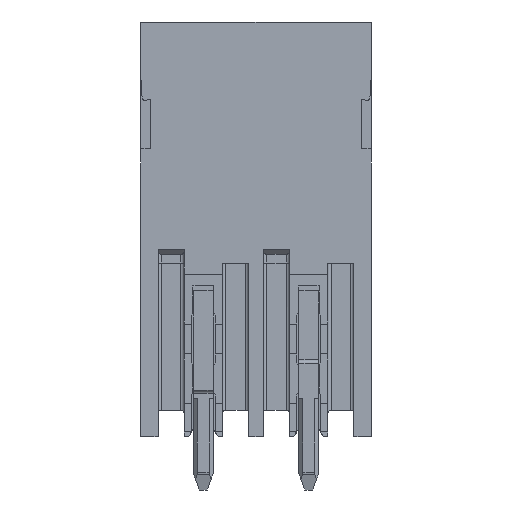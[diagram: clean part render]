
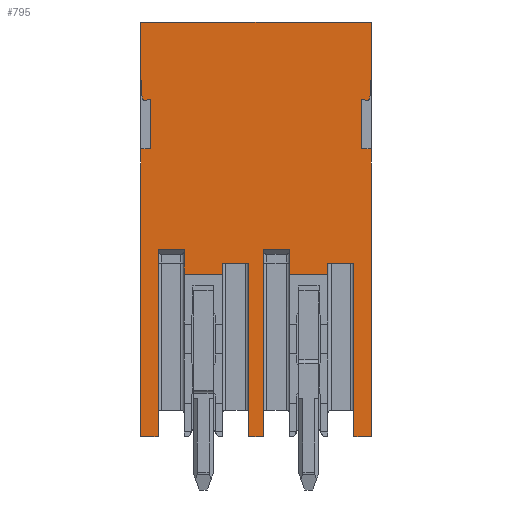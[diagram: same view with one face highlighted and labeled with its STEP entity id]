
A CAD part, front view. The second image highlights one B-rep face of the part: STEP entity #795.
In plain terms, the highlighted planar face has unit normal (0, -1, 0).
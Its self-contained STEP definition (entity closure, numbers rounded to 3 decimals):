
#536=AXIS2_PLACEMENT_3D('Plane Axis2P3D',#533,#534,#535) ;
#668=AXIS2_PLACEMENT_3D('Circle Axis2P3D',#666,#667,$) ;
#701=AXIS2_PLACEMENT_3D('Circle Axis2P3D',#699,#700,$) ;
#36=CARTESIAN_POINT('Line Origine',(6.95,0.,28.2)) ;
#40=CARTESIAN_POINT('Vertex',(0.,0.,28.2)) ;
#42=CARTESIAN_POINT('Vertex',(13.9,0.,28.2)) ;
#533=CARTESIAN_POINT('Axis2P3D Location',(3.775,0.,3.2)) ;
#538=CARTESIAN_POINT('Line Origine',(3.775,0.,13.)) ;
#542=CARTESIAN_POINT('Vertex',(4.925,0.,13.)) ;
#544=CARTESIAN_POINT('Vertex',(2.625,0.,13.)) ;
#547=CARTESIAN_POINT('Line Origine',(4.925,0.,13.338)) ;
#551=CARTESIAN_POINT('Vertex',(4.925,0.,13.675)) ;
#554=CARTESIAN_POINT('Line Origine',(5.713,0.,13.675)) ;
#558=CARTESIAN_POINT('Vertex',(6.5,0.,13.675)) ;
#561=CARTESIAN_POINT('Line Origine',(6.5,0.,8.438)) ;
#565=CARTESIAN_POINT('Vertex',(6.5,0.,3.2)) ;
#568=CARTESIAN_POINT('Line Origine',(6.725,0.,3.2)) ;
#572=CARTESIAN_POINT('Vertex',(6.95,0.,3.2)) ;
#575=CARTESIAN_POINT('Line Origine',(7.175,0.,3.2)) ;
#579=CARTESIAN_POINT('Vertex',(7.4,0.,3.2)) ;
#582=CARTESIAN_POINT('Line Origine',(7.4,0.,8.85)) ;
#586=CARTESIAN_POINT('Vertex',(7.4,0.,14.5)) ;
#589=CARTESIAN_POINT('Line Origine',(8.188,0.,14.5)) ;
#593=CARTESIAN_POINT('Vertex',(8.975,0.,14.5)) ;
#596=CARTESIAN_POINT('Line Origine',(8.975,0.,13.75)) ;
#600=CARTESIAN_POINT('Vertex',(8.975,0.,13.)) ;
#603=CARTESIAN_POINT('Line Origine',(10.125,0.,13.)) ;
#607=CARTESIAN_POINT('Vertex',(11.275,0.,13.)) ;
#610=CARTESIAN_POINT('Line Origine',(11.275,0.,13.338)) ;
#614=CARTESIAN_POINT('Vertex',(11.275,0.,13.675)) ;
#617=CARTESIAN_POINT('Line Origine',(12.063,0.,13.675)) ;
#621=CARTESIAN_POINT('Vertex',(12.85,0.,13.675)) ;
#624=CARTESIAN_POINT('Line Origine',(12.85,0.,8.438)) ;
#628=CARTESIAN_POINT('Vertex',(12.85,0.,3.2)) ;
#631=CARTESIAN_POINT('Line Origine',(13.375,0.,3.2)) ;
#635=CARTESIAN_POINT('Vertex',(13.9,0.,3.2)) ;
#638=CARTESIAN_POINT('Line Origine',(13.9,0.,11.875)) ;
#642=CARTESIAN_POINT('Vertex',(13.9,0.,20.55)) ;
#645=CARTESIAN_POINT('Line Origine',(13.6,0.,20.55)) ;
#649=CARTESIAN_POINT('Vertex',(13.3,0.,20.55)) ;
#652=CARTESIAN_POINT('Line Origine',(13.3,0.,22.05)) ;
#656=CARTESIAN_POINT('Vertex',(13.3,0.,23.55)) ;
#659=CARTESIAN_POINT('Line Origine',(13.466,0.,23.516)) ;
#663=CARTESIAN_POINT('Vertex',(13.633,0.,23.482)) ;
#666=CARTESIAN_POINT('Axis2P3D Location',(13.663,0.,23.629)) ;
#670=CARTESIAN_POINT('Vertex',(13.813,0.,23.62)) ;
#673=CARTESIAN_POINT('Line Origine',(13.856,0.,24.335)) ;
#677=CARTESIAN_POINT('Vertex',(13.9,0.,25.05)) ;
#680=CARTESIAN_POINT('Line Origine',(13.9,0.,26.625)) ;
#685=CARTESIAN_POINT('Line Origine',(0.,0.,26.625)) ;
#689=CARTESIAN_POINT('Vertex',(0.,0.,25.05)) ;
#692=CARTESIAN_POINT('Line Origine',(0.044,0.,24.335)) ;
#696=CARTESIAN_POINT('Vertex',(0.087,0.,23.62)) ;
#699=CARTESIAN_POINT('Axis2P3D Location',(0.237,0.,23.629)) ;
#703=CARTESIAN_POINT('Vertex',(0.267,0.,23.482)) ;
#706=CARTESIAN_POINT('Line Origine',(0.434,0.,23.516)) ;
#710=CARTESIAN_POINT('Vertex',(0.6,0.,23.55)) ;
#713=CARTESIAN_POINT('Line Origine',(0.6,0.,22.05)) ;
#717=CARTESIAN_POINT('Vertex',(0.6,0.,20.55)) ;
#720=CARTESIAN_POINT('Line Origine',(0.3,0.,20.55)) ;
#724=CARTESIAN_POINT('Vertex',(0.,0.,20.55)) ;
#727=CARTESIAN_POINT('Line Origine',(0.,0.,11.875)) ;
#731=CARTESIAN_POINT('Vertex',(0.,0.,3.2)) ;
#734=CARTESIAN_POINT('Line Origine',(0.525,0.,3.2)) ;
#738=CARTESIAN_POINT('Vertex',(1.05,0.,3.2)) ;
#741=CARTESIAN_POINT('Line Origine',(1.05,0.,8.85)) ;
#745=CARTESIAN_POINT('Vertex',(1.05,0.,14.5)) ;
#748=CARTESIAN_POINT('Line Origine',(1.838,0.,14.5)) ;
#752=CARTESIAN_POINT('Vertex',(2.625,0.,14.5)) ;
#755=CARTESIAN_POINT('Line Origine',(2.625,0.,13.75)) ;
#37=DIRECTION('Vector Direction',(1.,0.,0.)) ;
#534=DIRECTION('Axis2P3D Direction',(0.,1.,0.)) ;
#535=DIRECTION('Axis2P3D XDirection',(0.,0.,1.)) ;
#539=DIRECTION('Vector Direction',(1.,0.,0.)) ;
#548=DIRECTION('Vector Direction',(0.,0.,1.)) ;
#555=DIRECTION('Vector Direction',(1.,0.,0.)) ;
#562=DIRECTION('Vector Direction',(0.,0.,-1.)) ;
#569=DIRECTION('Vector Direction',(1.,0.,0.)) ;
#576=DIRECTION('Vector Direction',(1.,0.,0.)) ;
#583=DIRECTION('Vector Direction',(0.,0.,1.)) ;
#590=DIRECTION('Vector Direction',(-1.,0.,0.)) ;
#597=DIRECTION('Vector Direction',(0.,0.,1.)) ;
#604=DIRECTION('Vector Direction',(1.,0.,0.)) ;
#611=DIRECTION('Vector Direction',(0.,0.,1.)) ;
#618=DIRECTION('Vector Direction',(1.,0.,0.)) ;
#625=DIRECTION('Vector Direction',(0.,0.,-1.)) ;
#632=DIRECTION('Vector Direction',(1.,0.,0.)) ;
#639=DIRECTION('Vector Direction',(0.,0.,1.)) ;
#646=DIRECTION('Vector Direction',(-1.,0.,0.)) ;
#653=DIRECTION('Vector Direction',(0.,0.,1.)) ;
#660=DIRECTION('Vector Direction',(-0.98,0.,0.199)) ;
#667=DIRECTION('Axis2P3D Direction',(0.,1.,0.)) ;
#674=DIRECTION('Vector Direction',(0.061,0.,0.998)) ;
#681=DIRECTION('Vector Direction',(0.,0.,1.)) ;
#686=DIRECTION('Vector Direction',(0.,0.,1.)) ;
#693=DIRECTION('Vector Direction',(-0.061,0.,0.998)) ;
#700=DIRECTION('Axis2P3D Direction',(0.,1.,0.)) ;
#707=DIRECTION('Vector Direction',(0.98,0.,0.199)) ;
#714=DIRECTION('Vector Direction',(0.,0.,1.)) ;
#721=DIRECTION('Vector Direction',(1.,0.,0.)) ;
#728=DIRECTION('Vector Direction',(0.,0.,1.)) ;
#735=DIRECTION('Vector Direction',(1.,0.,0.)) ;
#742=DIRECTION('Vector Direction',(0.,0.,1.)) ;
#749=DIRECTION('Vector Direction',(-1.,0.,0.)) ;
#756=DIRECTION('Vector Direction',(0.,0.,1.)) ;
#38=VECTOR('Line Direction',#37,1.) ;
#540=VECTOR('Line Direction',#539,1.) ;
#549=VECTOR('Line Direction',#548,1.) ;
#556=VECTOR('Line Direction',#555,1.) ;
#563=VECTOR('Line Direction',#562,1.) ;
#570=VECTOR('Line Direction',#569,1.) ;
#577=VECTOR('Line Direction',#576,1.) ;
#584=VECTOR('Line Direction',#583,1.) ;
#591=VECTOR('Line Direction',#590,1.) ;
#598=VECTOR('Line Direction',#597,1.) ;
#605=VECTOR('Line Direction',#604,1.) ;
#612=VECTOR('Line Direction',#611,1.) ;
#619=VECTOR('Line Direction',#618,1.) ;
#626=VECTOR('Line Direction',#625,1.) ;
#633=VECTOR('Line Direction',#632,1.) ;
#640=VECTOR('Line Direction',#639,1.) ;
#647=VECTOR('Line Direction',#646,1.) ;
#654=VECTOR('Line Direction',#653,1.) ;
#661=VECTOR('Line Direction',#660,1.) ;
#675=VECTOR('Line Direction',#674,1.) ;
#682=VECTOR('Line Direction',#681,1.) ;
#687=VECTOR('Line Direction',#686,1.) ;
#694=VECTOR('Line Direction',#693,1.) ;
#708=VECTOR('Line Direction',#707,1.) ;
#715=VECTOR('Line Direction',#714,1.) ;
#722=VECTOR('Line Direction',#721,1.) ;
#729=VECTOR('Line Direction',#728,1.) ;
#736=VECTOR('Line Direction',#735,1.) ;
#743=VECTOR('Line Direction',#742,1.) ;
#750=VECTOR('Line Direction',#749,1.) ;
#757=VECTOR('Line Direction',#756,1.) ;
#761=ORIENTED_EDGE('',*,*,#546,.F.) ;
#762=ORIENTED_EDGE('',*,*,#553,.T.) ;
#763=ORIENTED_EDGE('',*,*,#560,.T.) ;
#764=ORIENTED_EDGE('',*,*,#567,.T.) ;
#765=ORIENTED_EDGE('',*,*,#574,.T.) ;
#766=ORIENTED_EDGE('',*,*,#581,.T.) ;
#767=ORIENTED_EDGE('',*,*,#588,.T.) ;
#768=ORIENTED_EDGE('',*,*,#595,.T.) ;
#769=ORIENTED_EDGE('',*,*,#602,.F.) ;
#770=ORIENTED_EDGE('',*,*,#609,.F.) ;
#771=ORIENTED_EDGE('',*,*,#616,.T.) ;
#772=ORIENTED_EDGE('',*,*,#623,.T.) ;
#773=ORIENTED_EDGE('',*,*,#630,.T.) ;
#774=ORIENTED_EDGE('',*,*,#637,.T.) ;
#775=ORIENTED_EDGE('',*,*,#644,.T.) ;
#776=ORIENTED_EDGE('',*,*,#651,.T.) ;
#777=ORIENTED_EDGE('',*,*,#658,.T.) ;
#778=ORIENTED_EDGE('',*,*,#665,.F.) ;
#779=ORIENTED_EDGE('',*,*,#672,.F.) ;
#780=ORIENTED_EDGE('',*,*,#679,.T.) ;
#781=ORIENTED_EDGE('',*,*,#684,.T.) ;
#782=ORIENTED_EDGE('',*,*,#44,.F.) ;
#783=ORIENTED_EDGE('',*,*,#691,.F.) ;
#784=ORIENTED_EDGE('',*,*,#698,.F.) ;
#785=ORIENTED_EDGE('',*,*,#705,.T.) ;
#786=ORIENTED_EDGE('',*,*,#712,.T.) ;
#787=ORIENTED_EDGE('',*,*,#719,.F.) ;
#788=ORIENTED_EDGE('',*,*,#726,.F.) ;
#789=ORIENTED_EDGE('',*,*,#733,.F.) ;
#790=ORIENTED_EDGE('',*,*,#740,.T.) ;
#791=ORIENTED_EDGE('',*,*,#747,.T.) ;
#792=ORIENTED_EDGE('',*,*,#754,.T.) ;
#793=ORIENTED_EDGE('',*,*,#759,.F.) ;
#795=ADVANCED_FACE('model',(#794),#537,.F.) ;
#669=CIRCLE('generated circle',#668,0.15) ;
#702=CIRCLE('generated circle',#701,0.15) ;
#44=EDGE_CURVE('',#41,#43,#39,.T.) ;
#546=EDGE_CURVE('',#543,#545,#541,.F.) ;
#553=EDGE_CURVE('',#543,#552,#550,.T.) ;
#560=EDGE_CURVE('',#552,#559,#557,.T.) ;
#567=EDGE_CURVE('',#559,#566,#564,.T.) ;
#574=EDGE_CURVE('',#566,#573,#571,.T.) ;
#581=EDGE_CURVE('',#573,#580,#578,.T.) ;
#588=EDGE_CURVE('',#580,#587,#585,.T.) ;
#595=EDGE_CURVE('',#587,#594,#592,.F.) ;
#602=EDGE_CURVE('',#601,#594,#599,.T.) ;
#609=EDGE_CURVE('',#608,#601,#606,.F.) ;
#616=EDGE_CURVE('',#608,#615,#613,.T.) ;
#623=EDGE_CURVE('',#615,#622,#620,.T.) ;
#630=EDGE_CURVE('',#622,#629,#627,.T.) ;
#637=EDGE_CURVE('',#629,#636,#634,.T.) ;
#644=EDGE_CURVE('',#636,#643,#641,.T.) ;
#651=EDGE_CURVE('',#643,#650,#648,.T.) ;
#658=EDGE_CURVE('',#650,#657,#655,.T.) ;
#665=EDGE_CURVE('',#664,#657,#662,.T.) ;
#672=EDGE_CURVE('',#671,#664,#669,.T.) ;
#679=EDGE_CURVE('',#671,#678,#676,.T.) ;
#684=EDGE_CURVE('',#678,#43,#683,.T.) ;
#691=EDGE_CURVE('',#690,#41,#688,.T.) ;
#698=EDGE_CURVE('',#697,#690,#695,.T.) ;
#705=EDGE_CURVE('',#697,#704,#702,.F.) ;
#712=EDGE_CURVE('',#704,#711,#709,.T.) ;
#719=EDGE_CURVE('',#718,#711,#716,.T.) ;
#726=EDGE_CURVE('',#725,#718,#723,.T.) ;
#733=EDGE_CURVE('',#732,#725,#730,.T.) ;
#740=EDGE_CURVE('',#732,#739,#737,.T.) ;
#747=EDGE_CURVE('',#739,#746,#744,.T.) ;
#754=EDGE_CURVE('',#746,#753,#751,.F.) ;
#759=EDGE_CURVE('',#545,#753,#758,.T.) ;
#760=EDGE_LOOP('',(#761,#762,#763,#764,#765,#766,#767,#768,#769,#770,#771,#772,#773,#774,#775,#776,#777,#778,#779,#780,#781,#782,#783,#784,#785,#786,#787,#788,#789,#790,#791,#792,#793)) ;
#794=FACE_OUTER_BOUND('',#760,.T.) ;
#39=LINE('Line',#36,#38) ;
#541=LINE('Line',#538,#540) ;
#550=LINE('Line',#547,#549) ;
#557=LINE('Line',#554,#556) ;
#564=LINE('Line',#561,#563) ;
#571=LINE('Line',#568,#570) ;
#578=LINE('Line',#575,#577) ;
#585=LINE('Line',#582,#584) ;
#592=LINE('Line',#589,#591) ;
#599=LINE('Line',#596,#598) ;
#606=LINE('Line',#603,#605) ;
#613=LINE('Line',#610,#612) ;
#620=LINE('Line',#617,#619) ;
#627=LINE('Line',#624,#626) ;
#634=LINE('Line',#631,#633) ;
#641=LINE('Line',#638,#640) ;
#648=LINE('Line',#645,#647) ;
#655=LINE('Line',#652,#654) ;
#662=LINE('Line',#659,#661) ;
#676=LINE('Line',#673,#675) ;
#683=LINE('Line',#680,#682) ;
#688=LINE('Line',#685,#687) ;
#695=LINE('Line',#692,#694) ;
#709=LINE('Line',#706,#708) ;
#716=LINE('Line',#713,#715) ;
#723=LINE('Line',#720,#722) ;
#730=LINE('Line',#727,#729) ;
#737=LINE('Line',#734,#736) ;
#744=LINE('Line',#741,#743) ;
#751=LINE('Line',#748,#750) ;
#758=LINE('Line',#755,#757) ;
#537=PLANE('',#536) ;
#41=VERTEX_POINT('',#40) ;
#43=VERTEX_POINT('',#42) ;
#543=VERTEX_POINT('',#542) ;
#545=VERTEX_POINT('',#544) ;
#552=VERTEX_POINT('',#551) ;
#559=VERTEX_POINT('',#558) ;
#566=VERTEX_POINT('',#565) ;
#573=VERTEX_POINT('',#572) ;
#580=VERTEX_POINT('',#579) ;
#587=VERTEX_POINT('',#586) ;
#594=VERTEX_POINT('',#593) ;
#601=VERTEX_POINT('',#600) ;
#608=VERTEX_POINT('',#607) ;
#615=VERTEX_POINT('',#614) ;
#622=VERTEX_POINT('',#621) ;
#629=VERTEX_POINT('',#628) ;
#636=VERTEX_POINT('',#635) ;
#643=VERTEX_POINT('',#642) ;
#650=VERTEX_POINT('',#649) ;
#657=VERTEX_POINT('',#656) ;
#664=VERTEX_POINT('',#663) ;
#671=VERTEX_POINT('',#670) ;
#678=VERTEX_POINT('',#677) ;
#690=VERTEX_POINT('',#689) ;
#697=VERTEX_POINT('',#696) ;
#704=VERTEX_POINT('',#703) ;
#711=VERTEX_POINT('',#710) ;
#718=VERTEX_POINT('',#717) ;
#725=VERTEX_POINT('',#724) ;
#732=VERTEX_POINT('',#731) ;
#739=VERTEX_POINT('',#738) ;
#746=VERTEX_POINT('',#745) ;
#753=VERTEX_POINT('',#752) ;
